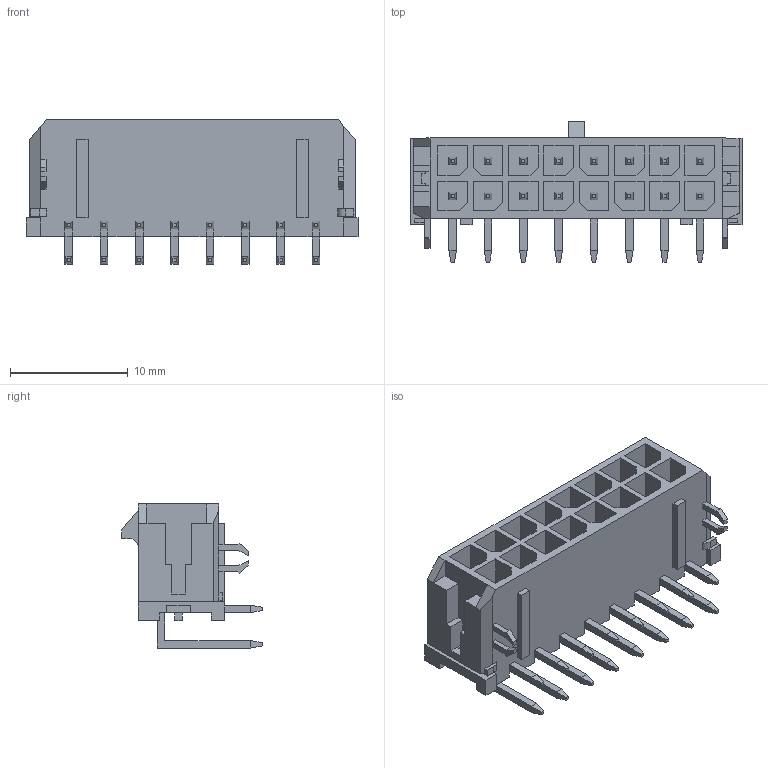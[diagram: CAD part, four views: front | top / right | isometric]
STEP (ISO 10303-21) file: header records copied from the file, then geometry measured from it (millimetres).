
FILE_DESCRIPTION((''),'2;1');
FILE_NAME('430451623','2020-04-16T',('gga'),(''),'PRO/ENGINEER BY PARAMETRIC TECHNOLOGY CORPORATION, 2016010','PRO/ENGINEER BY PARAMETRIC TECHNOLOGY CORPORATION, 2016010','');
FILE_SCHEMA(('CONFIG_CONTROL_DESIGN'));
Length unit declared in the file: millimetre
Products named in the file (1): 430451623
Bounding box: 28.2 x 11.95 x 12.24 mm (x, y, z)
Volume: 1140.1 mm3; surface area: 2733.3 mm2
Topology: 1 solids, 1 shells, 692 faces, 1769 edges, 1116 vertices
Faces by surface type: plane 689, cylinder 3
Entity records: 20224 total; most frequent: CARTESIAN_POINT 3540, ORIENTED_EDGE 3464, DIRECTION 3197, EDGE_CURVE 1732, VECTOR 1727, LINE 1727, VERTEX_POINT 1078, AXIS2_PLACEMENT_3D 735
